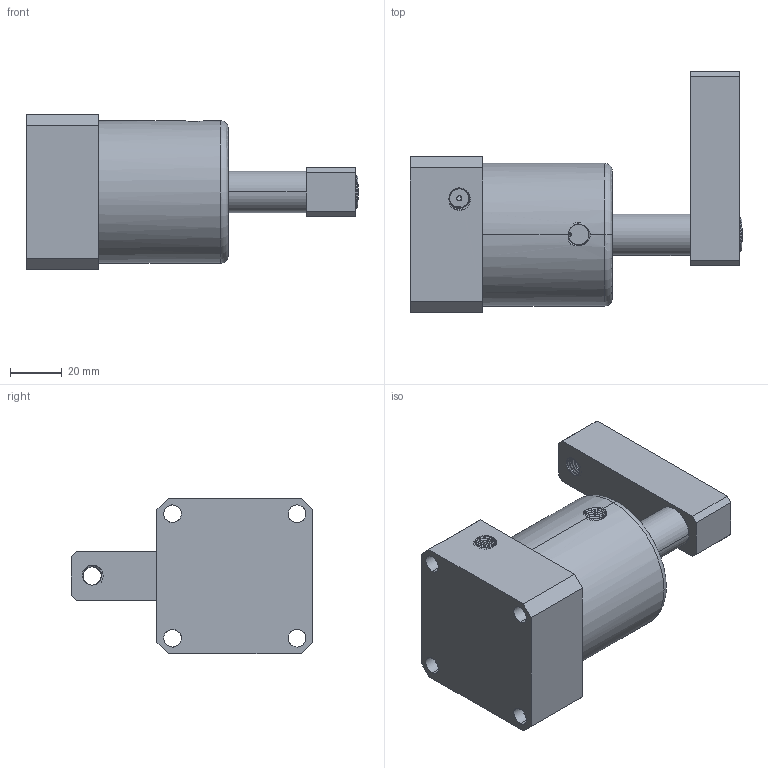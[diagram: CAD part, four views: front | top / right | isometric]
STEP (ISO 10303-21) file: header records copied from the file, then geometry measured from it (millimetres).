
FILE_DESCRIPTION (( 'STEP AP203' ), '1' );
FILE_NAME ('ASC-40S.STEP', '2019-05-13T11:49:15', ( 'User' ), ( 'china' ), 'SwSTEP 2.0', 'SolidWorks 2018', '' );
FILE_SCHEMA (( 'CONFIG_CONTROL_DESIGN' ));
Length unit declared in the file: millimetre
Products named in the file (5): ASC40S活塞杆; ASC-40SYB; M8LC; ASC-40S; ASC-40BT_1
Assembly tree (4 placements, depth 2):
  ASC-40S
    ASC-40BT_1
    ASC40S活塞杆
    ASC-40SYB
    M8LC
Bounding box: 128 x 93 x 60 mm (x, y, z)
Volume: 212497.3 mm3; surface area: 49931.5 mm2
Topology: 4 solids, 4 shells, 317 faces, 1026 edges, 721 vertices
Faces by surface type: cylinder 181, bspline 49, plane 48, cone 37, torus 2
Entity records: 47729 total; most frequent: CARTESIAN_POINT 39503, ORIENTED_EDGE 2044, EDGE_CURVE 1022, DIRECTION 957, VERTEX_POINT 721, B_SPLINE_CURVE_WITH_KNOTS 668, EDGE_LOOP 341, AXIS2_PLACEMENT_3D 328
